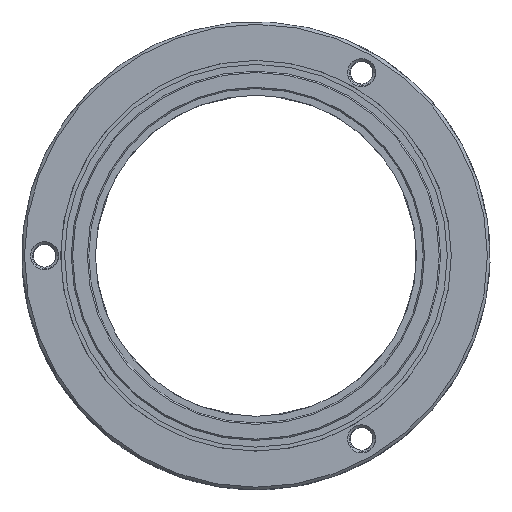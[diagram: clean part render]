
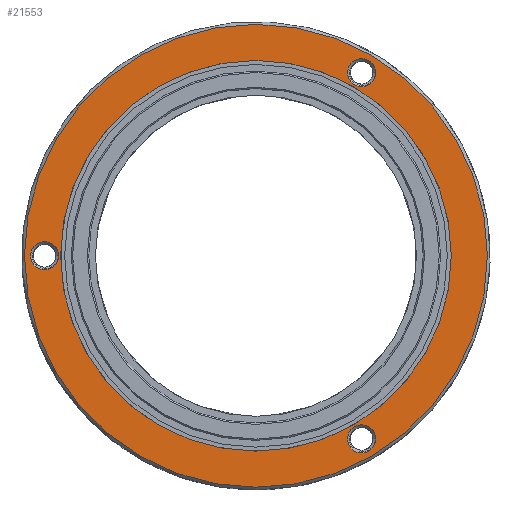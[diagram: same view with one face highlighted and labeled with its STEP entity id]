
A CAD part, left-side view. The second image highlights one B-rep face of the part: STEP entity #21553.
In plain terms, the highlighted planar face has unit normal (-1, 0, 0).
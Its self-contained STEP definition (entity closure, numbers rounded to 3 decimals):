
#642 = FACE_OUTER_BOUND ( 'NONE', #7514, .T. ) ;
#936 = AXIS2_PLACEMENT_3D ( 'NONE', #1060, #14660, #12731 ) ;
#996 = ORIENTED_EDGE ( 'NONE', *, *, #2193, .T. ) ;
#1060 = CARTESIAN_POINT ( 'NONE',  ( 8., 0., 0. ) ) ;
#1687 = CARTESIAN_POINT ( 'NONE',  ( 8., -7.9, 12.633 ) ) ;
#1834 = DIRECTION ( 'NONE',  ( -1., 0., 0. ) ) ;
#1857 = DIRECTION ( 'NONE',  ( 1., 0., 0. ) ) ;
#2193 = EDGE_CURVE ( 'NONE', #7517, #7517, #22884, .T. ) ;
#2939 = AXIS2_PLACEMENT_3D ( 'NONE', #24541, #1834, #16845 ) ;
#3587 = CARTESIAN_POINT ( 'NONE',  ( 8., 15.8, -1.05 ) ) ;
#4326 = DIRECTION ( 'NONE',  ( 1., 0., 0. ) ) ;
#4819 = FACE_BOUND ( 'NONE', #18773, .T. ) ;
#5368 = EDGE_CURVE ( 'NONE', #21017, #21017, #19355, .T. ) ;
#5583 = EDGE_CURVE ( 'NONE', #11312, #11312, #14911, .T. ) ;
#5669 = EDGE_LOOP ( 'NONE', ( #996 ) ) ;
#6011 = DIRECTION ( 'NONE',  ( 0., 0., -1. ) ) ;
#6329 = FACE_BOUND ( 'NONE', #5669, .T. ) ;
#6947 = EDGE_LOOP ( 'NONE', ( #8380 ) ) ;
#7514 = EDGE_LOOP ( 'NONE', ( #22929 ) ) ;
#7517 = VERTEX_POINT ( 'NONE', #11194 ) ;
#8380 = ORIENTED_EDGE ( 'NONE', *, *, #12024, .F. ) ;
#8501 = CARTESIAN_POINT ( 'NONE',  ( 8., 17.5, 0. ) ) ;
#9006 = DIRECTION ( 'NONE',  ( 1., 0., 0. ) ) ;
#10516 = DIRECTION ( 'NONE',  ( 0., 0., -1. ) ) ;
#10813 = AXIS2_PLACEMENT_3D ( 'NONE', #19393, #16988, #24806 ) ;
#10921 = DIRECTION ( 'NONE',  ( 0., 0., -1. ) ) ;
#11194 = CARTESIAN_POINT ( 'NONE',  ( 8., -7.9, -14.733 ) ) ;
#11312 = VERTEX_POINT ( 'NONE', #1687 ) ;
#11430 = ORIENTED_EDGE ( 'NONE', *, *, #5583, .T. ) ;
#12024 = EDGE_CURVE ( 'NONE', #19839, #19839, #21624, .T. ) ;
#12731 = DIRECTION ( 'NONE',  ( 0., 0., 1. ) ) ;
#12845 = CARTESIAN_POINT ( 'NONE',  ( 8., -7.9, -13.683 ) ) ;
#13614 = VERTEX_POINT ( 'NONE', #15916 ) ;
#14329 = CIRCLE ( 'NONE', #2939, 17.3 ) ;
#14660 = DIRECTION ( 'NONE',  ( -1., 0., 0. ) ) ;
#14911 = CIRCLE ( 'NONE', #16910, 1.05 ) ;
#15916 = CARTESIAN_POINT ( 'NONE',  ( 8., 0., -17.3 ) ) ;
#16169 = FACE_BOUND ( 'NONE', #20134, .T. ) ;
#16845 = DIRECTION ( 'NONE',  ( 0., 0., -1. ) ) ;
#16910 = AXIS2_PLACEMENT_3D ( 'NONE', #19272, #1857, #6011 ) ;
#16988 = DIRECTION ( 'NONE',  ( 1., 0., 0. ) ) ;
#18050 = AXIS2_PLACEMENT_3D ( 'NONE', #12845, #9006, #10921 ) ;
#18773 = EDGE_LOOP ( 'NONE', ( #11430 ) ) ;
#18848 = ORIENTED_EDGE ( 'NONE', *, *, #5368, .T. ) ;
#19272 = CARTESIAN_POINT ( 'NONE',  ( 8., -7.9, 13.683 ) ) ;
#19355 = CIRCLE ( 'NONE', #10813, 1.05 ) ;
#19393 = CARTESIAN_POINT ( 'NONE',  ( 8., 15.8, 0. ) ) ;
#19839 = VERTEX_POINT ( 'NONE', #23484 ) ;
#20134 = EDGE_LOOP ( 'NONE', ( #18848 ) ) ;
#21017 = VERTEX_POINT ( 'NONE', #3587 ) ;
#21553 = ADVANCED_FACE ( 'NONE', ( #642, #6329, #4819, #16169, #21871 ), #24085, .F. ) ;
#21624 = CIRCLE ( 'NONE', #936, 14.6 ) ;
#21871 = FACE_BOUND ( 'NONE', #6947, .T. ) ;
#22884 = CIRCLE ( 'NONE', #18050, 1.05 ) ;
#22929 = ORIENTED_EDGE ( 'NONE', *, *, #24027, .T. ) ;
#23484 = CARTESIAN_POINT ( 'NONE',  ( 8., 0., 14.6 ) ) ;
#24027 = EDGE_CURVE ( 'NONE', #13614, #13614, #14329, .T. ) ;
#24085 = PLANE ( 'NONE',  #24947 ) ;
#24541 = CARTESIAN_POINT ( 'NONE',  ( 8., 0., 0. ) ) ;
#24806 = DIRECTION ( 'NONE',  ( 0., 0., -1. ) ) ;
#24947 = AXIS2_PLACEMENT_3D ( 'NONE', #8501, #4326, #10516 ) ;
